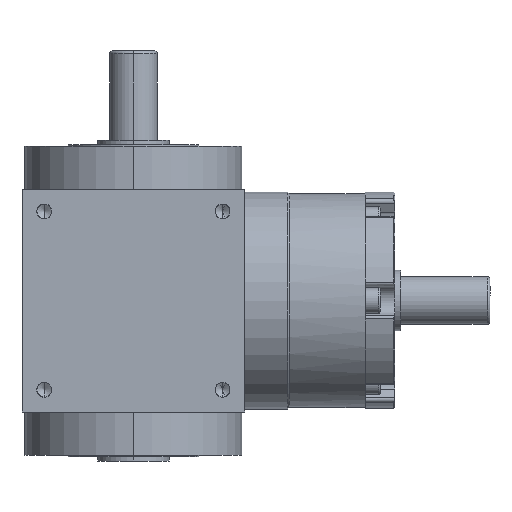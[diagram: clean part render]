
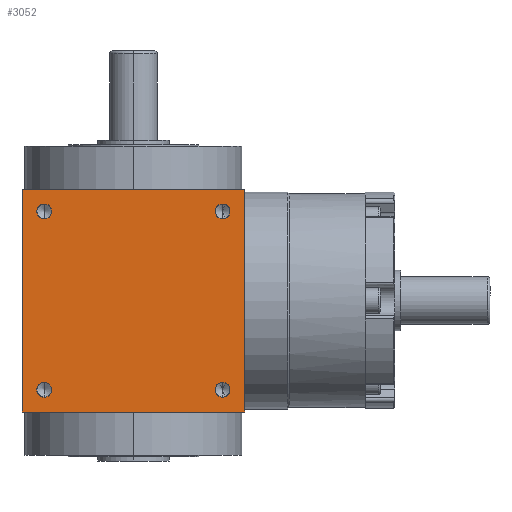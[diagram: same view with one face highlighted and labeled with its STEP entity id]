
A CAD part, left-side view. The second image highlights one B-rep face of the part: STEP entity #3052.
In plain terms, the highlighted planar face has unit normal (-1, 0, 0).
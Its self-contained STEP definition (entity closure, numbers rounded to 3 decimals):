
#2 = CARTESIAN_POINT ( 'NONE',  ( -37.5, -30., 30. ) ) ;
#155 = VECTOR ( 'NONE', #3788, 1000. ) ;
#156 = AXIS2_PLACEMENT_3D ( 'NONE', #989, #4532, #8098 ) ;
#240 = CARTESIAN_POINT ( 'NONE',  ( -37.5, 37.5, -37.5 ) ) ;
#518 = VERTEX_POINT ( 'NONE', #9427 ) ;
#533 = LINE ( 'NONE', #4077, #1948 ) ;
#582 = LINE ( 'NONE', #4123, #2375 ) ;
#704 = ORIENTED_EDGE ( 'NONE', *, *, #2837, .T. ) ;
#827 = CARTESIAN_POINT ( 'NONE',  ( -37.5, 30., 30. ) ) ;
#989 = CARTESIAN_POINT ( 'NONE',  ( -37.5, 37.5, -37.5 ) ) ;
#1005 = VERTEX_POINT ( 'NONE', #8768 ) ;
#1171 = DIRECTION ( 'NONE',  ( -1., 0., 0. ) ) ;
#1193 = DIRECTION ( 'NONE',  ( -1., 0., 0. ) ) ;
#1379 = AXIS2_PLACEMENT_3D ( 'NONE', #9163, #1171, #4720 ) ;
#1418 = EDGE_CURVE ( 'NONE', #6784, #9886, #5020, .T. ) ;
#1816 = ORIENTED_EDGE ( 'NONE', *, *, #5652, .F. ) ;
#1858 = FACE_BOUND ( 'NONE', #10263, .T. ) ;
#1948 = VECTOR ( 'NONE', #7638, 1000. ) ;
#2020 = DIRECTION ( 'NONE',  ( -1., 0., 0. ) ) ;
#2047 = CARTESIAN_POINT ( 'NONE',  ( -37.5, 37.5, -37.5 ) ) ;
#2207 = CARTESIAN_POINT ( 'NONE',  ( -37.5, 30., 27.5 ) ) ;
#2237 = LINE ( 'NONE', #5793, #4978 ) ;
#2375 = VECTOR ( 'NONE', #7685, 1000. ) ;
#2558 = AXIS2_PLACEMENT_3D ( 'NONE', #9186, #1193, #4743 ) ;
#2712 = ORIENTED_EDGE ( 'NONE', *, *, #9639, .F. ) ;
#2722 = ORIENTED_EDGE ( 'NONE', *, *, #6815, .F. ) ;
#2731 = FACE_BOUND ( 'NONE', #10599, .T. ) ;
#2760 = EDGE_CURVE ( 'NONE', #5888, #518, #7575, .T. ) ;
#2797 = AXIS2_PLACEMENT_3D ( 'NONE', #11239, #3233, #6792 ) ;
#2837 = EDGE_CURVE ( 'NONE', #4398, #3558, #2237, .T. ) ;
#2924 = DIRECTION ( 'NONE',  ( 0., 0., 1. ) ) ;
#3046 = ORIENTED_EDGE ( 'NONE', *, *, #9385, .F. ) ;
#3052 = ADVANCED_FACE ( 'NONE', ( #2731, #6287, #9848, #1858, #5417 ), #8969, .T. ) ;
#3233 = DIRECTION ( 'NONE',  ( -1., 0., 0. ) ) ;
#3334 = DIRECTION ( 'NONE',  ( 0., 0., 1. ) ) ;
#3419 = CIRCLE ( 'NONE', #9937, 2.5 ) ;
#3421 = CARTESIAN_POINT ( 'NONE',  ( -37.5, 30., -32.5 ) ) ;
#3548 = DIRECTION ( 'NONE',  ( -1., 0., 0. ) ) ;
#3558 = VERTEX_POINT ( 'NONE', #7312 ) ;
#3788 = DIRECTION ( 'NONE',  ( 0., -1., 0. ) ) ;
#4077 = CARTESIAN_POINT ( 'NONE',  ( -37.5, 37.5, 37.5 ) ) ;
#4123 = CARTESIAN_POINT ( 'NONE',  ( -37.5, 37.5, -37.5 ) ) ;
#4371 = AXIS2_PLACEMENT_3D ( 'NONE', #7353, #10921, #2924 ) ;
#4398 = VERTEX_POINT ( 'NONE', #11524 ) ;
#4532 = DIRECTION ( 'NONE',  ( -1., 0., 0. ) ) ;
#4598 = CARTESIAN_POINT ( 'NONE',  ( -37.5, -30., -32.5 ) ) ;
#4720 = DIRECTION ( 'NONE',  ( 0., 0., 1. ) ) ;
#4734 = AXIS2_PLACEMENT_3D ( 'NONE', #10011, #2020, #5580 ) ;
#4743 = DIRECTION ( 'NONE',  ( 0., 0., 1. ) ) ;
#4816 = EDGE_CURVE ( 'NONE', #518, #5888, #7827, .T. ) ;
#4978 = VECTOR ( 'NONE', #9361, 1000. ) ;
#5020 = CIRCLE ( 'NONE', #6506, 2.5 ) ;
#5198 = CARTESIAN_POINT ( 'NONE',  ( -37.5, -30., 32.5 ) ) ;
#5307 = CARTESIAN_POINT ( 'NONE',  ( -37.5, -30., 27.5 ) ) ;
#5417 = FACE_OUTER_BOUND ( 'NONE', #9867, .T. ) ;
#5534 = EDGE_CURVE ( 'NONE', #9886, #6784, #9399, .T. ) ;
#5580 = DIRECTION ( 'NONE',  ( 0., 0., 1. ) ) ;
#5652 = EDGE_CURVE ( 'NONE', #9894, #3558, #533, .T. ) ;
#5657 = AXIS2_PLACEMENT_3D ( 'NONE', #7769, #11343, #3334 ) ;
#5793 = CARTESIAN_POINT ( 'NONE',  ( -37.5, -37.5, -37.5 ) ) ;
#5888 = VERTEX_POINT ( 'NONE', #4598 ) ;
#5959 = ORIENTED_EDGE ( 'NONE', *, *, #6915, .T. ) ;
#6287 = FACE_BOUND ( 'NONE', #10693, .T. ) ;
#6365 = CARTESIAN_POINT ( 'NONE',  ( -37.5, 30., -27.5 ) ) ;
#6506 = AXIS2_PLACEMENT_3D ( 'NONE', #2, #3548, #7105 ) ;
#6784 = VERTEX_POINT ( 'NONE', #5198 ) ;
#6792 = DIRECTION ( 'NONE',  ( 0., 0., 1. ) ) ;
#6815 = EDGE_CURVE ( 'NONE', #1005, #11277, #3419, .T. ) ;
#6905 = ORIENTED_EDGE ( 'NONE', *, *, #1418, .F. ) ;
#6915 = EDGE_CURVE ( 'NONE', #11218, #4398, #8225, .T. ) ;
#7059 = DIRECTION ( 'NONE',  ( -1., 0., 0. ) ) ;
#7098 = EDGE_CURVE ( 'NONE', #11218, #9894, #582, .T. ) ;
#7105 = DIRECTION ( 'NONE',  ( 0., 0., 1. ) ) ;
#7114 = CARTESIAN_POINT ( 'NONE',  ( -37.5, 37.5, 37.5 ) ) ;
#7304 = ORIENTED_EDGE ( 'NONE', *, *, #10312, .F. ) ;
#7312 = CARTESIAN_POINT ( 'NONE',  ( -37.5, -37.5, 37.5 ) ) ;
#7353 = CARTESIAN_POINT ( 'NONE',  ( -37.5, -30., 30. ) ) ;
#7422 = EDGE_LOOP ( 'NONE', ( #3046, #7304 ) ) ;
#7575 = CIRCLE ( 'NONE', #2558, 2.5 ) ;
#7638 = DIRECTION ( 'NONE',  ( 0., -1., 0. ) ) ;
#7685 = DIRECTION ( 'NONE',  ( 0., 0., 1. ) ) ;
#7769 = CARTESIAN_POINT ( 'NONE',  ( -37.5, 30., -30. ) ) ;
#7827 = CIRCLE ( 'NONE', #2797, 2.5 ) ;
#8098 = DIRECTION ( 'NONE',  ( 0., -1., 0. ) ) ;
#8225 = LINE ( 'NONE', #240, #155 ) ;
#8228 = ORIENTED_EDGE ( 'NONE', *, *, #4816, .F. ) ;
#8286 = CIRCLE ( 'NONE', #4734, 2.5 ) ;
#8556 = VERTEX_POINT ( 'NONE', #6365 ) ;
#8768 = CARTESIAN_POINT ( 'NONE',  ( -37.5, 30., 32.5 ) ) ;
#8969 = PLANE ( 'NONE',  #156 ) ;
#9155 = VERTEX_POINT ( 'NONE', #3421 ) ;
#9163 = CARTESIAN_POINT ( 'NONE',  ( -37.5, 30., 30. ) ) ;
#9186 = CARTESIAN_POINT ( 'NONE',  ( -37.5, -30., -30. ) ) ;
#9361 = DIRECTION ( 'NONE',  ( 0., 0., 1. ) ) ;
#9385 = EDGE_CURVE ( 'NONE', #8556, #9155, #10695, .T. ) ;
#9399 = CIRCLE ( 'NONE', #4371, 2.5 ) ;
#9427 = CARTESIAN_POINT ( 'NONE',  ( -37.5, -30., -27.5 ) ) ;
#9639 = EDGE_CURVE ( 'NONE', #11277, #1005, #11463, .T. ) ;
#9848 = FACE_BOUND ( 'NONE', #7422, .T. ) ;
#9867 = EDGE_LOOP ( 'NONE', ( #704, #1816, #11485, #5959 ) ) ;
#9886 = VERTEX_POINT ( 'NONE', #5307 ) ;
#9894 = VERTEX_POINT ( 'NONE', #7114 ) ;
#9937 = AXIS2_PLACEMENT_3D ( 'NONE', #827, #7059, #10623 ) ;
#10011 = CARTESIAN_POINT ( 'NONE',  ( -37.5, 30., -30. ) ) ;
#10084 = ORIENTED_EDGE ( 'NONE', *, *, #2760, .F. ) ;
#10263 = EDGE_LOOP ( 'NONE', ( #6905, #11165 ) ) ;
#10312 = EDGE_CURVE ( 'NONE', #9155, #8556, #8286, .T. ) ;
#10599 = EDGE_LOOP ( 'NONE', ( #2722, #2712 ) ) ;
#10623 = DIRECTION ( 'NONE',  ( 0., 0., 1. ) ) ;
#10693 = EDGE_LOOP ( 'NONE', ( #8228, #10084 ) ) ;
#10695 = CIRCLE ( 'NONE', #5657, 2.5 ) ;
#10921 = DIRECTION ( 'NONE',  ( -1., 0., 0. ) ) ;
#11165 = ORIENTED_EDGE ( 'NONE', *, *, #5534, .F. ) ;
#11218 = VERTEX_POINT ( 'NONE', #2047 ) ;
#11239 = CARTESIAN_POINT ( 'NONE',  ( -37.5, -30., -30. ) ) ;
#11277 = VERTEX_POINT ( 'NONE', #2207 ) ;
#11343 = DIRECTION ( 'NONE',  ( -1., 0., 0. ) ) ;
#11463 = CIRCLE ( 'NONE', #1379, 2.5 ) ;
#11485 = ORIENTED_EDGE ( 'NONE', *, *, #7098, .F. ) ;
#11524 = CARTESIAN_POINT ( 'NONE',  ( -37.5, -37.5, -37.5 ) ) ;
